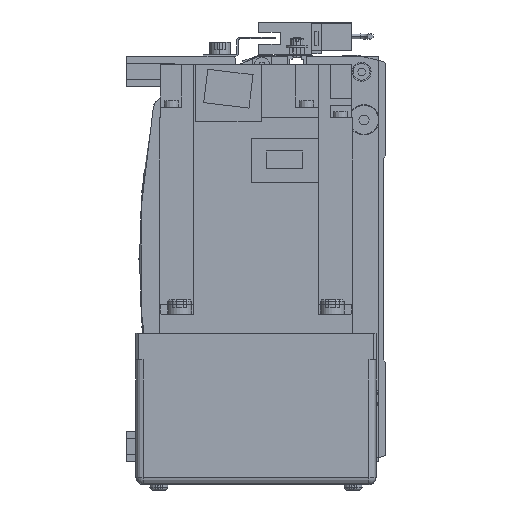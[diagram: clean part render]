
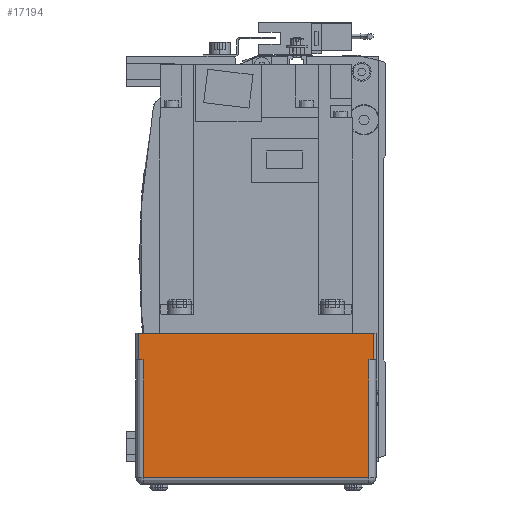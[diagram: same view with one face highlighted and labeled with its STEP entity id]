
A CAD part, left-side view. The second image highlights one B-rep face of the part: STEP entity #17194.
In plain terms, the highlighted planar face has unit normal (-1, 0, 0).
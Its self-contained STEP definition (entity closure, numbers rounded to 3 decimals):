
#183 = EDGE_CURVE ( 'NONE', #25168, #21633, #14096, .T. ) ;
#941 = VERTEX_POINT ( 'NONE', #32196 ) ;
#4157 = VECTOR ( 'NONE', #41248, 1000. ) ;
#5826 = VERTEX_POINT ( 'NONE', #37244 ) ;
#6642 = CARTESIAN_POINT ( 'NONE',  ( -189.5, 103., -42. ) ) ;
#6889 = VECTOR ( 'NONE', #12768, 1000. ) ;
#7399 = CARTESIAN_POINT ( 'NONE',  ( -189.5, 103., -42. ) ) ;
#8114 = DIRECTION ( 'NONE',  ( 0., 0., 1. ) ) ;
#8653 = LINE ( 'NONE', #23470, #4157 ) ;
#8833 = CARTESIAN_POINT ( 'NONE',  ( -189.5, 101., -42. ) ) ;
#9503 = CARTESIAN_POINT ( 'NONE',  ( -189.5, 5., -42. ) ) ;
#9844 = AXIS2_PLACEMENT_3D ( 'NONE', #16457, #31263, #34683 ) ;
#11037 = LINE ( 'NONE', #7399, #29779 ) ;
#11289 = EDGE_CURVE ( 'NONE', #33566, #22839, #8653, .T. ) ;
#11621 = ORIENTED_EDGE ( 'NONE', *, *, #20353, .F. ) ;
#11962 = VECTOR ( 'NONE', #27345, 1000. ) ;
#12768 = DIRECTION ( 'NONE',  ( 0., 0., 1. ) ) ;
#12857 = VECTOR ( 'NONE', #32646, 1000. ) ;
#13119 = CARTESIAN_POINT ( 'NONE',  ( -189.5, 101., -91. ) ) ;
#14022 = CARTESIAN_POINT ( 'NONE',  ( -189.5, 103., -31. ) ) ;
#14096 = LINE ( 'NONE', #9503, #23966 ) ;
#14943 = EDGE_CURVE ( 'NONE', #38099, #5826, #20061, .T. ) ;
#16086 = EDGE_CURVE ( 'NONE', #33566, #38099, #33749, .T. ) ;
#16238 = DIRECTION ( 'NONE',  ( 0., -1., 0. ) ) ;
#16457 = CARTESIAN_POINT ( 'NONE',  ( -189.5, 103., -42. ) ) ;
#16934 = EDGE_LOOP ( 'NONE', ( #35725, #34349, #45744, #18723, #37260, #47127, #11621, #44912 ) ) ;
#17194 = ADVANCED_FACE ( 'NONE', ( #41754 ), #23981, .T. ) ;
#18723 = ORIENTED_EDGE ( 'NONE', *, *, #45961, .T. ) ;
#19300 = VECTOR ( 'NONE', #16238, 1000. ) ;
#20061 = LINE ( 'NONE', #41945, #6889 ) ;
#20353 = EDGE_CURVE ( 'NONE', #32087, #941, #11037, .T. ) ;
#21299 = EDGE_CURVE ( 'NONE', #941, #21633, #25696, .T. ) ;
#21633 = VERTEX_POINT ( 'NONE', #31887 ) ;
#21986 = CARTESIAN_POINT ( 'NONE',  ( -189.5, 5., -42. ) ) ;
#22839 = VERTEX_POINT ( 'NONE', #8833 ) ;
#23455 = CARTESIAN_POINT ( 'NONE',  ( -189.5, 103., -42. ) ) ;
#23470 = CARTESIAN_POINT ( 'NONE',  ( -189.5, 101., -94. ) ) ;
#23966 = VECTOR ( 'NONE', #47180, 1000. ) ;
#23981 = PLANE ( 'NONE',  #9844 ) ;
#25168 = VERTEX_POINT ( 'NONE', #21986 ) ;
#25696 = LINE ( 'NONE', #14022, #30530 ) ;
#27345 = DIRECTION ( 'NONE',  ( 0., -1., 0. ) ) ;
#28842 = DIRECTION ( 'NONE',  ( 0., -1., 0. ) ) ;
#29779 = VECTOR ( 'NONE', #8114, 1000. ) ;
#30530 = VECTOR ( 'NONE', #28842, 1000. ) ;
#31041 = CARTESIAN_POINT ( 'NONE',  ( -189.5, 7., -91. ) ) ;
#31263 = DIRECTION ( 'NONE',  ( -1., 0., 0. ) ) ;
#31887 = CARTESIAN_POINT ( 'NONE',  ( -189.5, 5., -31. ) ) ;
#32087 = VERTEX_POINT ( 'NONE', #37875 ) ;
#32196 = CARTESIAN_POINT ( 'NONE',  ( -189.5, 103., -31. ) ) ;
#32646 = DIRECTION ( 'NONE',  ( 0., -1., 0. ) ) ;
#33566 = VERTEX_POINT ( 'NONE', #13119 ) ;
#33749 = LINE ( 'NONE', #31041, #19300 ) ;
#34349 = ORIENTED_EDGE ( 'NONE', *, *, #16086, .T. ) ;
#34683 = DIRECTION ( 'NONE',  ( 0., 0., 1. ) ) ;
#35725 = ORIENTED_EDGE ( 'NONE', *, *, #11289, .F. ) ;
#37244 = CARTESIAN_POINT ( 'NONE',  ( -189.5, 7., -42. ) ) ;
#37260 = ORIENTED_EDGE ( 'NONE', *, *, #183, .T. ) ;
#37875 = CARTESIAN_POINT ( 'NONE',  ( -189.5, 103., -42. ) ) ;
#38099 = VERTEX_POINT ( 'NONE', #47086 ) ;
#39954 = LINE ( 'NONE', #6642, #12857 ) ;
#41248 = DIRECTION ( 'NONE',  ( 0., 0., 1. ) ) ;
#41754 = FACE_OUTER_BOUND ( 'NONE', #16934, .T. ) ;
#41945 = CARTESIAN_POINT ( 'NONE',  ( -189.5, 7., -94. ) ) ;
#42189 = LINE ( 'NONE', #23455, #11962 ) ;
#44912 = ORIENTED_EDGE ( 'NONE', *, *, #47201, .T. ) ;
#45744 = ORIENTED_EDGE ( 'NONE', *, *, #14943, .T. ) ;
#45961 = EDGE_CURVE ( 'NONE', #5826, #25168, #42189, .T. ) ;
#47086 = CARTESIAN_POINT ( 'NONE',  ( -189.5, 7., -91. ) ) ;
#47127 = ORIENTED_EDGE ( 'NONE', *, *, #21299, .F. ) ;
#47180 = DIRECTION ( 'NONE',  ( 0., 0., 1. ) ) ;
#47201 = EDGE_CURVE ( 'NONE', #32087, #22839, #39954, .T. ) ;
